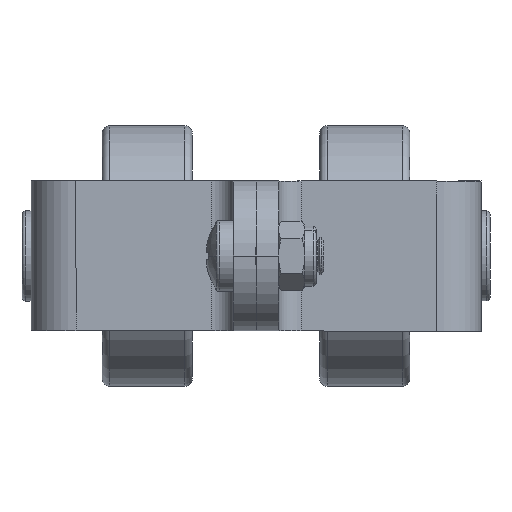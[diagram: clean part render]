
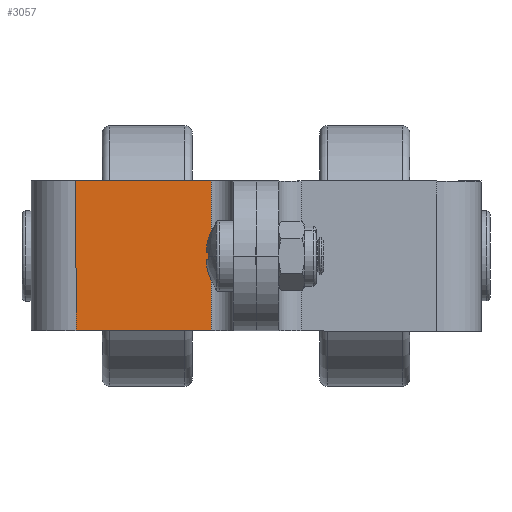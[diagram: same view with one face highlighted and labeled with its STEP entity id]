
A CAD part, front view. The second image highlights one B-rep face of the part: STEP entity #3057.
In plain terms, the highlighted planar face has unit normal (0, -1, 0).
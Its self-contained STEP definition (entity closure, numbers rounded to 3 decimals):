
#51 = VECTOR ( 'NONE', #3033, 1000. ) ;
#284 = VERTEX_POINT ( 'NONE', #5652 ) ;
#437 = FACE_OUTER_BOUND ( 'NONE', #4952, .T. ) ;
#438 = EDGE_CURVE ( 'NONE', #6522, #2070, #562, .T. ) ;
#562 = LINE ( 'NONE', #5730, #1702 ) ;
#847 = EDGE_CURVE ( 'NONE', #6522, #3622, #1340, .T. ) ;
#1194 = DIRECTION ( 'NONE',  ( 1., 0., 0. ) ) ;
#1340 = LINE ( 'NONE', #3418, #5602 ) ;
#1352 = CARTESIAN_POINT ( 'NONE',  ( 0., 37., -10. ) ) ;
#1482 = ORIENTED_EDGE ( 'NONE', *, *, #5722, .T. ) ;
#1702 = VECTOR ( 'NONE', #1916, 1000. ) ;
#1900 = CARTESIAN_POINT ( 'NONE',  ( 6., 37., 10. ) ) ;
#1916 = DIRECTION ( 'NONE',  ( 0., 0., -1. ) ) ;
#2070 = VERTEX_POINT ( 'NONE', #6535 ) ;
#2300 = EDGE_CURVE ( 'NONE', #284, #3622, #7159, .T. ) ;
#2348 = ORIENTED_EDGE ( 'NONE', *, *, #438, .T. ) ;
#2956 = CARTESIAN_POINT ( 'NONE',  ( 24., 37., -10. ) ) ;
#3033 = DIRECTION ( 'NONE',  ( 1., 0., 0. ) ) ;
#3057 = ADVANCED_FACE ( 'NONE', ( #437 ), #3812, .F. ) ;
#3303 = DIRECTION ( 'NONE',  ( 0., 1., 0. ) ) ;
#3418 = CARTESIAN_POINT ( 'NONE',  ( 0., 37., 10. ) ) ;
#3622 = VERTEX_POINT ( 'NONE', #3762 ) ;
#3762 = CARTESIAN_POINT ( 'NONE',  ( 24., 37., 10. ) ) ;
#3812 = PLANE ( 'NONE',  #4680 ) ;
#4010 = ORIENTED_EDGE ( 'NONE', *, *, #847, .F. ) ;
#4438 = CARTESIAN_POINT ( 'NONE',  ( 0., 37., 10. ) ) ;
#4680 = AXIS2_PLACEMENT_3D ( 'NONE', #4438, #3303, #6598 ) ;
#4802 = VECTOR ( 'NONE', #5595, 1000. ) ;
#4952 = EDGE_LOOP ( 'NONE', ( #4010, #2348, #1482, #6076 ) ) ;
#5595 = DIRECTION ( 'NONE',  ( 0., 0., 1. ) ) ;
#5602 = VECTOR ( 'NONE', #1194, 1000. ) ;
#5652 = CARTESIAN_POINT ( 'NONE',  ( 24., 37., -10. ) ) ;
#5722 = EDGE_CURVE ( 'NONE', #2070, #284, #6843, .T. ) ;
#5730 = CARTESIAN_POINT ( 'NONE',  ( 6., 37., 10. ) ) ;
#6076 = ORIENTED_EDGE ( 'NONE', *, *, #2300, .T. ) ;
#6522 = VERTEX_POINT ( 'NONE', #1900 ) ;
#6535 = CARTESIAN_POINT ( 'NONE',  ( 6., 37., -10. ) ) ;
#6598 = DIRECTION ( 'NONE',  ( 0., 0., 1. ) ) ;
#6843 = LINE ( 'NONE', #1352, #51 ) ;
#7159 = LINE ( 'NONE', #2956, #4802 ) ;
